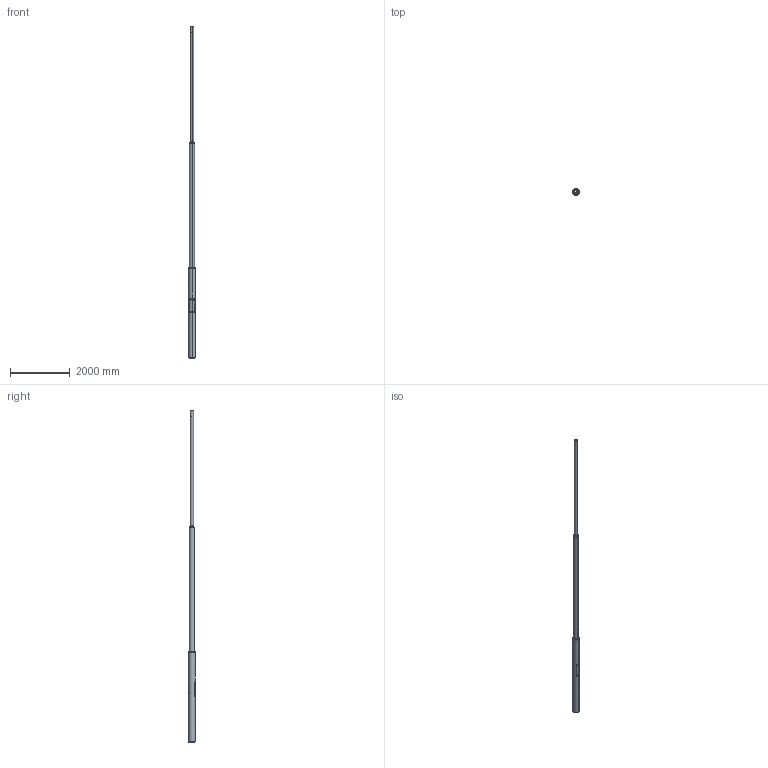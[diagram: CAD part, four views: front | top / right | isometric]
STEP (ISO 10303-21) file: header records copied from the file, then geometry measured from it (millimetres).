
FILE_DESCRIPTION (( 'STEP AP214' ), '1' );
FILE_NAME ('110160KXXX B212O 4608217 OLAKERUNKO_3D.step', '2022-05-28T14:34:49', ( '' ), ( '' ), 'SwSTEP 2.0', 'SolidWorks 2021', '' );
FILE_SCHEMA (( 'AUTOMOTIVE_DESIGN' ));
Length unit declared in the file: millimetre
Products named in the file (11): 110160KXXX B212O 4608217 OLAKERUNKO_3D; socket set screw cone point_din_DIN 914 - M10 x 40-N; 219,1X4,5 PYÖREÄPUTKI-TYVI_219,1 TYVIPUTKI TASALATVA-3000; KYTKENTÄAUKON LATTARAUTA_LATTA 4X20X150; LATTA 5X16X460 KYTKENTÄAUKON VAHVIKE_C 1; socket set screw cone point_din_DIN 914 - M10 x 30-N; 168,3X4,0 PYÖREÄPUTKI-VÄLI_219-168-114 VŽLIPUTKI TASATYVI-4200; 114,3X3,6 PY烼E鵬UTKI-LATVA_168-114 LATVAPUTKI-3900; SOVITERENGAS SORVATTU_D219-D168; YKSI R_KYTKENTÄAUKON LUUKKU_LUUKKU D219,1; socket head cap screw_din_DIN 912 M6 x 16 --- 16N
Assembly tree (16 placements, depth 2):
  110160KXXX B212O 4608217 OLAKERUNKO_3D
    219,1X4,5 PYÖREÄPUTKI-TYVI_219,1 TYVIPUTKI TASALATVA-3000
    SOVITERENGAS SORVATTU_D219-D168
    168,3X4,0 PYÖREÄPUTKI-VÄLI_219-168-114 VŽLIPUTKI TASATYVI-4200
    114,3X3,6 PY烼E鵬UTKI-LATVA_168-114 LATVAPUTKI-3900
    socket set screw cone point_din_DIN 914 - M10 x 40-N
    socket set screw cone point_din_DIN 914 - M10 x 30-N  x2
    YKSI R_KYTKENTÄAUKON LUUKKU_LUUKKU D219,1
    socket head cap screw_din_DIN 912 M6 x 16 --- 16N  x4
    KYTKENTÄAUKON LATTARAUTA_LATTA 4X20X150  x2
    LATTA 5X16X460 KYTKENTÄAUKON VAHVIKE_C 1  x2
Bounding box: 219.1 x 226.6 x 11100 mm (x, y, z)
Volume: 23154775 mm3; surface area: 11297378.2 mm2
Topology: 16 solids, 16 shells, 277 faces, 652 edges, 400 vertices
Faces by surface type: plane 133, cylinder 74, cone 54, torus 16
Entity records: 6864 total; most frequent: CARTESIAN_POINT 2373, DIRECTION 838, ORIENTED_EDGE 828, EDGE_CURVE 414, AXIS2_PLACEMENT_3D 310, VERTEX_POINT 261, LINE 218, VECTOR 218
